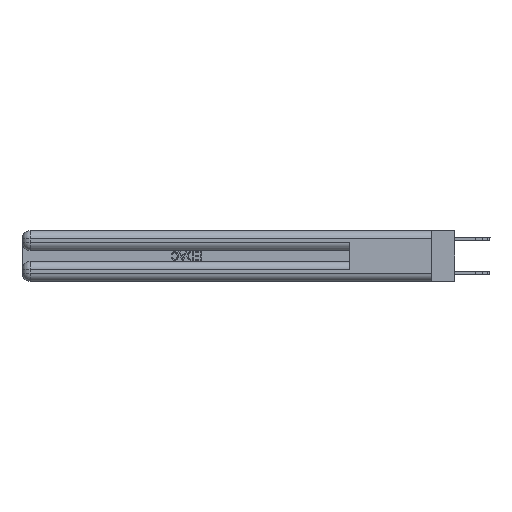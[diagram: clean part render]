
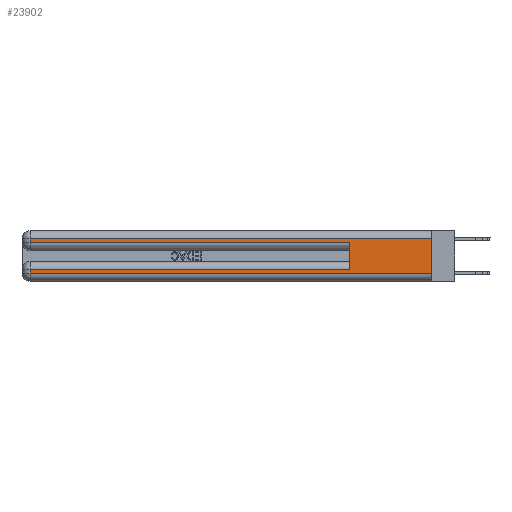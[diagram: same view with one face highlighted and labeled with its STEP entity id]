
A CAD part, left-side view. The second image highlights one B-rep face of the part: STEP entity #23902.
In plain terms, the highlighted planar face has unit normal (-1, 0, 0).
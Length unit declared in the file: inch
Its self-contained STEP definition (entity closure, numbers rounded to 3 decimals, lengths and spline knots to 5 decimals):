
#424 = CARTESIAN_POINT ( 'NONE',  ( 0., 0., 0.31 ) ) ;
#663 = EDGE_CURVE ( 'NONE', #8339, #1120, #19708, .T. ) ;
#907 = CARTESIAN_POINT ( 'NONE',  ( 0., 0.6, 0.285 ) ) ;
#1120 = VERTEX_POINT ( 'NONE', #907 ) ;
#1590 = DIRECTION ( 'NONE',  ( 0., 0., -1. ) ) ;
#2540 = LINE ( 'NONE', #21757, #10538 ) ;
#2856 = CARTESIAN_POINT ( 'NONE',  ( 0., 0.6, 0.085 ) ) ;
#3426 = ORIENTED_EDGE ( 'NONE', *, *, #17056, .T. ) ;
#3803 = VERTEX_POINT ( 'NONE', #21516 ) ;
#4153 = LINE ( 'NONE', #6659, #21739 ) ;
#4518 = LINE ( 'NONE', #24032, #28735 ) ;
#4630 = VERTEX_POINT ( 'NONE', #30653 ) ;
#4943 = LINE ( 'NONE', #5087, #24239 ) ;
#5087 = CARTESIAN_POINT ( 'NONE',  ( 0., 2.94, 0.37 ) ) ;
#5240 = VERTEX_POINT ( 'NONE', #424 ) ;
#5294 = VECTOR ( 'NONE', #18347, 39.37008 ) ;
#5722 = VECTOR ( 'NONE', #6702, 39.37008 ) ;
#6659 = CARTESIAN_POINT ( 'NONE',  ( 0., 0., 0.085 ) ) ;
#6702 = DIRECTION ( 'NONE',  ( 0., -1., 0. ) ) ;
#6861 = LINE ( 'NONE', #23547, #5722 ) ;
#6976 = DIRECTION ( 'NONE',  ( 0., 1., 0. ) ) ;
#7169 = DIRECTION ( 'NONE',  ( 0., 0., 1. ) ) ;
#8339 = VERTEX_POINT ( 'NONE', #18703 ) ;
#9266 = ORIENTED_EDGE ( 'NONE', *, *, #663, .T. ) ;
#10538 = VECTOR ( 'NONE', #16229, 39.37008 ) ;
#11229 = EDGE_CURVE ( 'NONE', #27486, #24311, #4943, .T. ) ;
#11642 = FACE_OUTER_BOUND ( 'NONE', #15956, .T. ) ;
#13372 = ORIENTED_EDGE ( 'NONE', *, *, #11229, .T. ) ;
#13446 = CARTESIAN_POINT ( 'NONE',  ( 0., 2.94, 0.37 ) ) ;
#13803 = CARTESIAN_POINT ( 'NONE',  ( 0., 2.94, 0.06 ) ) ;
#13885 = VECTOR ( 'NONE', #14817, 39.37008 ) ;
#14084 = EDGE_CURVE ( 'NONE', #4630, #8339, #28221, .T. ) ;
#14528 = DIRECTION ( 'NONE',  ( 0., 0., -1. ) ) ;
#14817 = DIRECTION ( 'NONE',  ( 0., -1., 0. ) ) ;
#15543 = CARTESIAN_POINT ( 'NONE',  ( 0., 2.94, 0.085 ) ) ;
#15956 = EDGE_LOOP ( 'NONE', ( #16466, #3426, #22341, #9266, #28098, #18413, #13372, #19520 ) ) ;
#16229 = DIRECTION ( 'NONE',  ( 0., 1., 0. ) ) ;
#16466 = ORIENTED_EDGE ( 'NONE', *, *, #28910, .F. ) ;
#17056 = EDGE_CURVE ( 'NONE', #5240, #4630, #2540, .T. ) ;
#18347 = DIRECTION ( 'NONE',  ( 0., 0., -1. ) ) ;
#18413 = ORIENTED_EDGE ( 'NONE', *, *, #23497, .T. ) ;
#18703 = CARTESIAN_POINT ( 'NONE',  ( 0., 2.94, 0.285 ) ) ;
#19137 = CARTESIAN_POINT ( 'NONE',  ( 0., 0.6, 0.145 ) ) ;
#19520 = ORIENTED_EDGE ( 'NONE', *, *, #30843, .T. ) ;
#19708 = LINE ( 'NONE', #21948, #13885 ) ;
#19742 = VECTOR ( 'NONE', #7169, 39.37008 ) ;
#21128 = DIRECTION ( 'NONE',  ( 1., 0., 0. ) ) ;
#21283 = PLANE ( 'NONE',  #29793 ) ;
#21516 = CARTESIAN_POINT ( 'NONE',  ( 0., 0., 0.06 ) ) ;
#21739 = VECTOR ( 'NONE', #6976, 39.37008 ) ;
#21757 = CARTESIAN_POINT ( 'NONE',  ( 0., 0., 0.31 ) ) ;
#21948 = CARTESIAN_POINT ( 'NONE',  ( 0., 0., 0.285 ) ) ;
#22341 = ORIENTED_EDGE ( 'NONE', *, *, #14084, .T. ) ;
#23427 = LINE ( 'NONE', #19137, #19742 ) ;
#23497 = EDGE_CURVE ( 'NONE', #28058, #27486, #4153, .T. ) ;
#23547 = CARTESIAN_POINT ( 'NONE',  ( 0., 0., 0.06 ) ) ;
#23902 = ADVANCED_FACE ( 'NONE', ( #11642 ), #21283, .F. ) ;
#24032 = CARTESIAN_POINT ( 'NONE',  ( 0., 0., 0.37 ) ) ;
#24239 = VECTOR ( 'NONE', #14528, 39.37008 ) ;
#24311 = VERTEX_POINT ( 'NONE', #13803 ) ;
#24969 = EDGE_CURVE ( 'NONE', #28058, #1120, #23427, .T. ) ;
#25985 = CARTESIAN_POINT ( 'NONE',  ( 0., 0., 0.37 ) ) ;
#27486 = VERTEX_POINT ( 'NONE', #15543 ) ;
#28058 = VERTEX_POINT ( 'NONE', #2856 ) ;
#28098 = ORIENTED_EDGE ( 'NONE', *, *, #24969, .F. ) ;
#28221 = LINE ( 'NONE', #13446, #5294 ) ;
#28735 = VECTOR ( 'NONE', #30749, 39.37008 ) ;
#28910 = EDGE_CURVE ( 'NONE', #5240, #3803, #4518, .T. ) ;
#29793 = AXIS2_PLACEMENT_3D ( 'NONE', #25985, #21128, #1590 ) ;
#30653 = CARTESIAN_POINT ( 'NONE',  ( 0., 2.94, 0.31 ) ) ;
#30749 = DIRECTION ( 'NONE',  ( 0., 0., -1. ) ) ;
#30843 = EDGE_CURVE ( 'NONE', #24311, #3803, #6861, .T. ) ;
